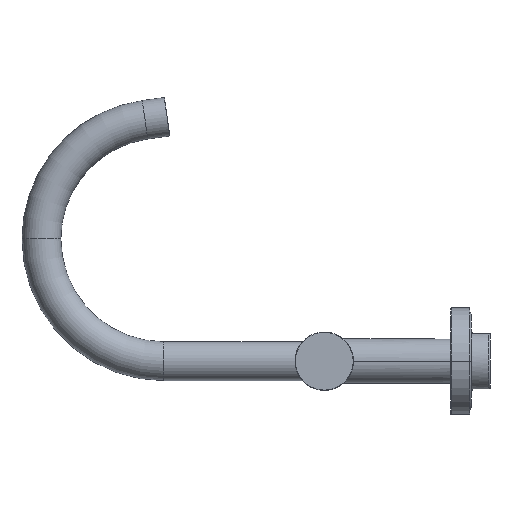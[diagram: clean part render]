
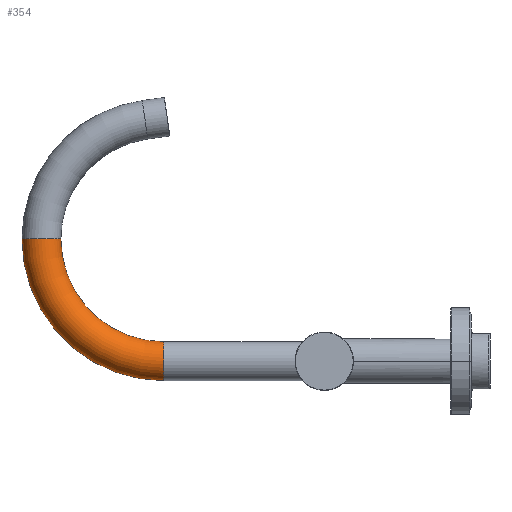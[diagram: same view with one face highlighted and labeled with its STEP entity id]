
A CAD part, left-side view. The second image highlights one B-rep face of the part: STEP entity #354.
In plain terms, the highlighted toroidal (fillet/blend) face has major radius 69.85 mm and minor radius 11.113 mm.
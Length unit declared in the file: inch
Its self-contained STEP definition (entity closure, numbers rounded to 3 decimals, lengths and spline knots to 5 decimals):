
#30=CARTESIAN_POINT('',(0.,5.97518,0.));
#31=DIRECTION('',(0.,1.,0.));
#32=DIRECTION('',(0.,0.,-1.));
#33=AXIS2_PLACEMENT_3D('',#30,#31,#32);
#35=CARTESIAN_POINT('',(0.,5.97518,2.75));
#36=DIRECTION('',(1.,0.,0.));
#37=DIRECTION('',(0.,0.,-1.));
#38=AXIS2_PLACEMENT_3D('',#35,#36,#37);
#45=CARTESIAN_POINT('',(0.,5.97518,2.75));
#46=DIRECTION('',(1.,0.,0.));
#47=DIRECTION('',(0.,0.,-1.));
#48=AXIS2_PLACEMENT_3D('',#45,#46,#47);
#60=CARTESIAN_POINT('',(0.,8.72518,2.75));
#61=DIRECTION('',(0.,0.,1.));
#62=DIRECTION('',(0.,1.,0.));
#63=AXIS2_PLACEMENT_3D('',#60,#61,#62);
#242=CARTESIAN_POINT('',(0.,5.97518,0.4375));
#243=CARTESIAN_POINT('',(0.,5.97518,-0.4375));
#244=VERTEX_POINT('',#242);
#245=VERTEX_POINT('',#243);
#246=CARTESIAN_POINT('',(0.,8.28768,2.75));
#247=CARTESIAN_POINT('',(0.,9.16268,2.75));
#248=VERTEX_POINT('',#246);
#249=VERTEX_POINT('',#247);
#340=CARTESIAN_POINT('',(0.,5.97518,2.75));
#341=DIRECTION('',(1.,0.,0.));
#342=DIRECTION('',(0.,0.,1.));
#343=AXIS2_PLACEMENT_3D('',#340,#341,#342);
#344=TOROIDAL_SURFACE('',#343,2.75,0.4375);
#345=ORIENTED_EDGE('',*,*,#334,.F.);
#347=ORIENTED_EDGE('',*,*,#346,.T.);
#349=ORIENTED_EDGE('',*,*,#348,.T.);
#351=ORIENTED_EDGE('',*,*,#350,.F.);
#352=EDGE_LOOP('',(#345,#347,#349,#351));
#353=FACE_OUTER_BOUND('',#352,.F.);
#354=ADVANCED_FACE('',(#353),#344,.T.);
#34=CIRCLE('',#33,0.4375);
#39=CIRCLE('',#38,3.1875);
#49=CIRCLE('',#48,2.3125);
#64=CIRCLE('',#63,0.4375);
#334=EDGE_CURVE('',#245,#244,#34,.T.);
#346=EDGE_CURVE('',#245,#249,#39,.T.);
#348=EDGE_CURVE('',#249,#248,#64,.T.);
#350=EDGE_CURVE('',#244,#248,#49,.T.);
